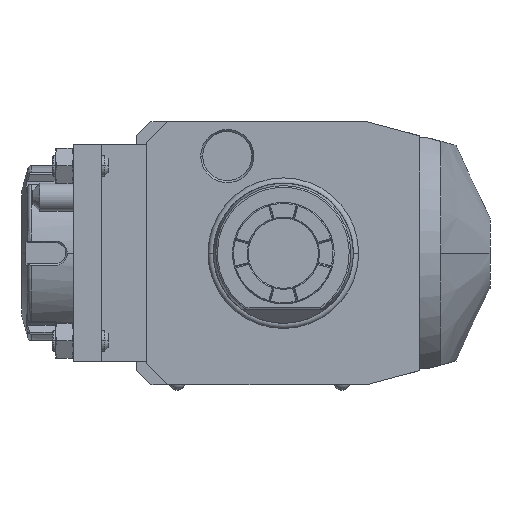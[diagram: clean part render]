
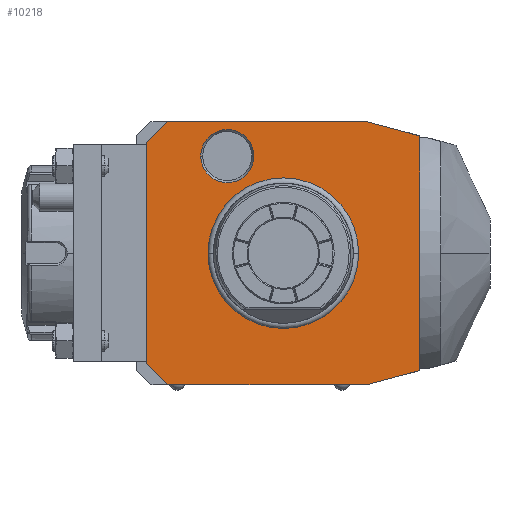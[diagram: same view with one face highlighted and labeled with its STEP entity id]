
A CAD part, front view. The second image highlights one B-rep face of the part: STEP entity #10218.
In plain terms, the highlighted planar face has unit normal (0, -1, 0).
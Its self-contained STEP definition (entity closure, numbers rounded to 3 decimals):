
#1=DIRECTION('',(-0.966,0.,0.259));
#2=VECTOR('',#1,15.529);
#3=CARTESIAN_POINT('',(39.,0.,33.481));
#4=LINE('',#3,#2);
#5=DIRECTION('',(0.,0.,1.));
#6=VECTOR('',#5,66.962);
#7=CARTESIAN_POINT('',(39.,0.,-33.481));
#8=LINE('',#7,#6);
#9=DIRECTION('',(0.966,0.,0.259));
#10=VECTOR('',#9,15.529);
#11=CARTESIAN_POINT('',(24.,0.,-37.5));
#12=LINE('',#11,#10);
#13=DIRECTION('',(1.,0.,0.));
#14=VECTOR('',#13,57.);
#15=CARTESIAN_POINT('',(-33.,0.,-37.5));
#16=LINE('',#15,#14);
#17=DIRECTION('',(0.707,0.,-0.707));
#18=VECTOR('',#17,8.485);
#19=CARTESIAN_POINT('',(-39.,0.,-31.5));
#20=LINE('',#19,#18);
#21=DIRECTION('',(0.,0.,-1.));
#22=VECTOR('',#21,63.);
#23=CARTESIAN_POINT('',(-39.,0.,31.5));
#24=LINE('',#23,#22);
#25=DIRECTION('',(-0.707,0.,-0.707));
#26=VECTOR('',#25,8.485);
#27=CARTESIAN_POINT('',(-33.,0.,37.5));
#28=LINE('',#27,#26);
#29=DIRECTION('',(-1.,0.,0.));
#30=VECTOR('',#29,57.);
#31=CARTESIAN_POINT('',(24.,0.,37.5));
#32=LINE('',#31,#30);
#33=CARTESIAN_POINT('',(-16.,0.,27.713));
#34=DIRECTION('',(0.,1.,0.));
#35=DIRECTION('',(1.,0.,0.));
#36=AXIS2_PLACEMENT_3D('',#33,#34,#35);
#38=CARTESIAN_POINT('',(-16.,0.,27.713));
#39=DIRECTION('',(0.,1.,0.));
#40=DIRECTION('',(-1.,0.,0.));
#41=AXIS2_PLACEMENT_3D('',#38,#39,#40);
#6860=CARTESIAN_POINT('',(0.,0.,0.));
#6861=DIRECTION('',(0.,-1.,0.));
#6862=DIRECTION('',(1.,0.,0.));
#6863=AXIS2_PLACEMENT_3D('',#6860,#6861,#6862);
#6865=CARTESIAN_POINT('',(0.,0.,0.));
#6866=DIRECTION('',(0.,-1.,0.));
#6867=DIRECTION('',(-1.,0.,0.));
#6868=AXIS2_PLACEMENT_3D('',#6865,#6866,#6867);
#9177=CARTESIAN_POINT('',(-8.423,0.,27.713));
#9178=CARTESIAN_POINT('',(-23.577,0.,27.713));
#9179=VERTEX_POINT('',#9177);
#9180=VERTEX_POINT('',#9178);
#10003=CARTESIAN_POINT('',(39.,0.,33.481));
#10004=CARTESIAN_POINT('',(24.,0.,37.5));
#10005=VERTEX_POINT('',#10003);
#10006=VERTEX_POINT('',#10004);
#10007=CARTESIAN_POINT('',(-33.,0.,37.5));
#10008=VERTEX_POINT('',#10007);
#10009=CARTESIAN_POINT('',(-39.,0.,31.5));
#10010=VERTEX_POINT('',#10009);
#10011=CARTESIAN_POINT('',(-39.,0.,-31.5));
#10012=VERTEX_POINT('',#10011);
#10013=CARTESIAN_POINT('',(-33.,0.,-37.5));
#10014=VERTEX_POINT('',#10013);
#10015=CARTESIAN_POINT('',(24.,0.,-37.5));
#10016=VERTEX_POINT('',#10015);
#10017=CARTESIAN_POINT('',(39.,0.,-33.481));
#10018=VERTEX_POINT('',#10017);
#10075=CARTESIAN_POINT('',(21.137,0.,0.));
#10076=CARTESIAN_POINT('',(-21.137,0.,0.));
#10077=VERTEX_POINT('',#10075);
#10078=VERTEX_POINT('',#10076);
#10183=CARTESIAN_POINT('',(0.,0.,0.));
#10184=DIRECTION('',(0.,-1.,0.));
#10185=DIRECTION('',(-1.,0.,0.));
#10186=AXIS2_PLACEMENT_3D('',#10183,#10184,#10185);
#10187=PLANE('',#10186);
#10189=ORIENTED_EDGE('',*,*,#10188,.F.);
#10191=ORIENTED_EDGE('',*,*,#10190,.F.);
#10193=ORIENTED_EDGE('',*,*,#10192,.F.);
#10195=ORIENTED_EDGE('',*,*,#10194,.F.);
#10197=ORIENTED_EDGE('',*,*,#10196,.F.);
#10199=ORIENTED_EDGE('',*,*,#10198,.F.);
#10201=ORIENTED_EDGE('',*,*,#10200,.F.);
#10203=ORIENTED_EDGE('',*,*,#10202,.F.);
#10204=EDGE_LOOP('',(#10189,#10191,#10193,#10195,#10197,#10199,#10201,#10203));
#10205=FACE_OUTER_BOUND('',#10204,.F.);
#10207=ORIENTED_EDGE('',*,*,#10206,.T.);
#10209=ORIENTED_EDGE('',*,*,#10208,.T.);
#10210=EDGE_LOOP('',(#10207,#10209));
#10211=FACE_BOUND('',#10210,.F.);
#10213=ORIENTED_EDGE('',*,*,#10212,.F.);
#10215=ORIENTED_EDGE('',*,*,#10214,.F.);
#10216=EDGE_LOOP('',(#10213,#10215));
#10217=FACE_BOUND('',#10216,.F.);
#37=CIRCLE('',#36,7.577);
#42=CIRCLE('',#41,7.577);
#6864=CIRCLE('',#6863,21.137);
#6869=CIRCLE('',#6868,21.137);
#10188=EDGE_CURVE('',#10005,#10006,#4,.T.);
#10190=EDGE_CURVE('',#10018,#10005,#8,.T.);
#10192=EDGE_CURVE('',#10016,#10018,#12,.T.);
#10194=EDGE_CURVE('',#10014,#10016,#16,.T.);
#10196=EDGE_CURVE('',#10012,#10014,#20,.T.);
#10198=EDGE_CURVE('',#10010,#10012,#24,.T.);
#10200=EDGE_CURVE('',#10008,#10010,#28,.T.);
#10202=EDGE_CURVE('',#10006,#10008,#32,.T.);
#10206=EDGE_CURVE('',#10077,#10078,#6864,.T.);
#10208=EDGE_CURVE('',#10078,#10077,#6869,.T.);
#10212=EDGE_CURVE('',#9179,#9180,#37,.T.);
#10214=EDGE_CURVE('',#9180,#9179,#42,.T.);
#10218=ADVANCED_FACE('',(#10205,#10211,#10217),#10187,.T.);
